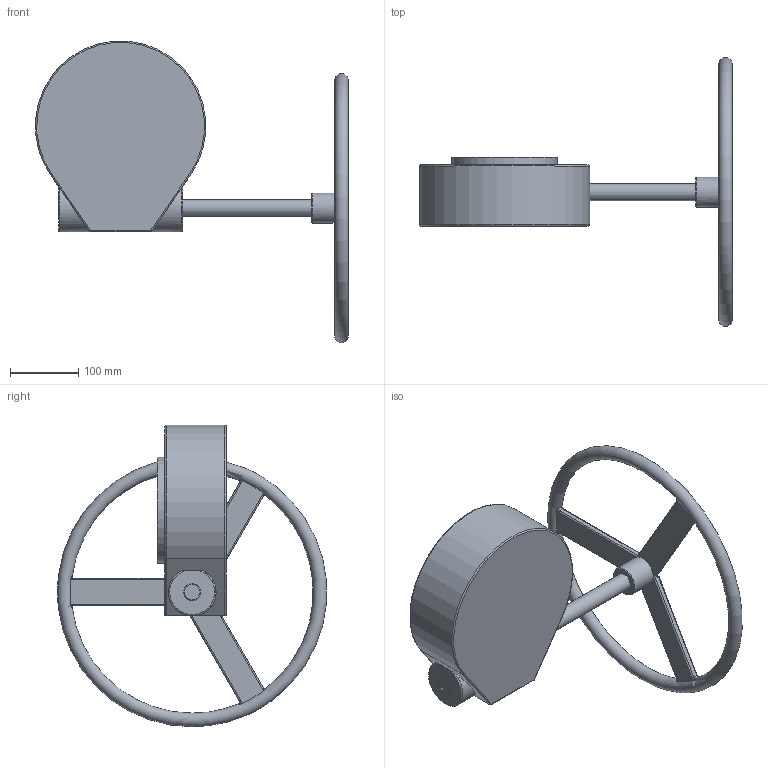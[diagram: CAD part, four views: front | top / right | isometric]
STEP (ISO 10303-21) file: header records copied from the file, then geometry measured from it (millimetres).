
FILE_DESCRIPTION(/* description */ (''),/* implementation_level */ '2;1');
FILE_NAME(/* name */ 'Gear 5596 DN400.step',/* time_stamp */ '2017-10-10T11:37:24+02:00',/* author */ ('mr84N69'),/* organization */ (''),/* preprocessor_version */ 'ST-DEVELOPER v16.13',/* originating_system */ 'Autodesk Translation Framework v6.5.0.72',/* authorisation */ '');
FILE_SCHEMA (('AUTOMOTIVE_DESIGN { 1 0 10303 214 3 1 1 }'));
Length unit declared in the file: millimetre
Products named in the file (6): Gear 5596 (DN400) v2 v2 v5; Component1; Component2; Component3; Stjerne 27x27 v2; Component1_1
Assembly tree (5 placements, depth 3):
  Gear 5596 (DN400) v2 v2 v5
    Component1
    Component2
    Component3
    Stjerne 27x27 v2
      Component1_1
Bounding box: 458.58 x 394.18 x 442.03 mm (x, y, z)
Volume: 5541669.3 mm3; surface area: 411411.1 mm2
Topology: 4 solids, 4 shells, 223 faces, 584 edges, 369 vertices
Faces by surface type: cylinder 120, plane 47, bspline 32, sphere 10, torus 9, cone 5
Full cylindrical faces by diameter (mm): 8.526 x40, 10.198 x36, 25 x3, 44 x1, 85 x2, 155 x1
Entity records: 17984 total; most frequent: CARTESIAN_POINT 12870, ORIENTED_EDGE 1168, DIRECTION 835, EDGE_CURVE 584, VERTEX_POINT 369, AXIS2_PLACEMENT_3D 322, B_SPLINE_CURVE_WITH_KNOTS 273, EDGE_LOOP 235
